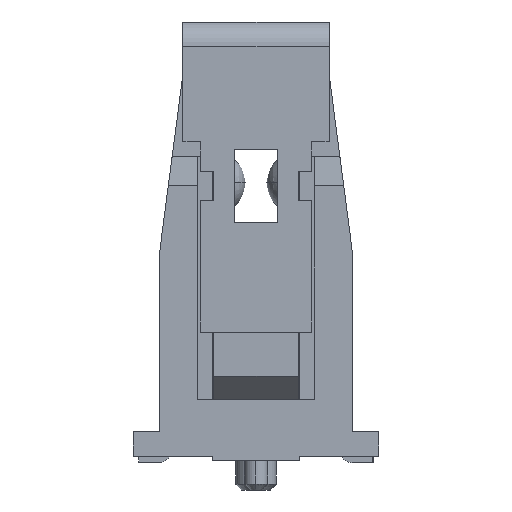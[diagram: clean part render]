
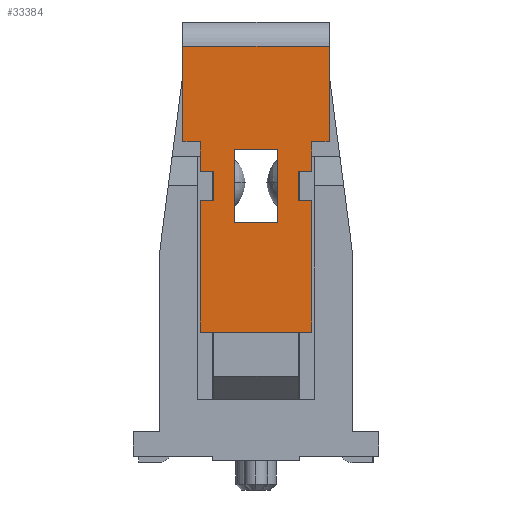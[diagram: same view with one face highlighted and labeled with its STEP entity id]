
A CAD part, left-side view. The second image highlights one B-rep face of the part: STEP entity #33384.
In plain terms, the highlighted planar face has unit normal (-1, 0, 0).
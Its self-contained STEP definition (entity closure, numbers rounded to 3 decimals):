
#125=DIRECTION('',(0.,0.,1.));
#126=VECTOR('',#125,3.27);
#127=CARTESIAN_POINT('',(-39.9,-2.5,-2.3));
#128=LINE('',#127,#126);
#138=DIRECTION('',(0.,0.,1.));
#139=VECTOR('',#138,3.27);
#140=CARTESIAN_POINT('',(-39.9,2.5,-2.3));
#141=LINE('',#140,#139);
#186=DIRECTION('',(0.,0.,-1.));
#187=VECTOR('',#186,2.5);
#188=CARTESIAN_POINT('',(-39.9,0.75,-2.55));
#189=LINE('',#188,#187);
#190=DIRECTION('',(0.,-1.,0.));
#191=VECTOR('',#190,1.5);
#192=CARTESIAN_POINT('',(-39.9,0.75,-5.05));
#193=LINE('',#192,#191);
#194=DIRECTION('',(0.,0.,1.));
#195=VECTOR('',#194,2.5);
#196=CARTESIAN_POINT('',(-39.9,-0.75,-5.05));
#197=LINE('',#196,#195);
#198=DIRECTION('',(0.,1.,0.));
#199=VECTOR('',#198,1.5);
#200=CARTESIAN_POINT('',(-39.9,-0.75,-2.55));
#201=LINE('',#200,#199);
#202=DIRECTION('',(0.,-1.,0.));
#203=VECTOR('',#202,5.);
#204=CARTESIAN_POINT('',(-39.9,2.5,0.97));
#205=LINE('',#204,#203);
#206=DIRECTION('',(0.,1.,0.));
#207=VECTOR('',#206,0.6);
#208=CARTESIAN_POINT('',(-39.9,-2.5,-2.3));
#209=LINE('',#208,#207);
#210=DIRECTION('',(0.,1.,0.));
#211=VECTOR('',#210,0.45);
#212=CARTESIAN_POINT('',(-39.9,-1.9,-3.3));
#213=LINE('',#212,#211);
#214=DIRECTION('',(0.,0.,-1.));
#215=VECTOR('',#214,1.);
#216=CARTESIAN_POINT('',(-39.9,-1.45,-3.3));
#217=LINE('',#216,#215);
#218=DIRECTION('',(0.,-1.,0.));
#219=VECTOR('',#218,0.45);
#220=CARTESIAN_POINT('',(-39.9,-1.45,-4.3));
#221=LINE('',#220,#219);
#222=DIRECTION('',(0.,1.,0.));
#223=VECTOR('',#222,3.8);
#224=CARTESIAN_POINT('',(-39.9,-1.9,-8.8));
#225=LINE('',#224,#223);
#226=DIRECTION('',(0.,-1.,0.));
#227=VECTOR('',#226,0.45);
#228=CARTESIAN_POINT('',(-39.9,1.9,-4.3));
#229=LINE('',#228,#227);
#230=DIRECTION('',(0.,0.,1.));
#231=VECTOR('',#230,1.);
#232=CARTESIAN_POINT('',(-39.9,1.45,-4.3));
#233=LINE('',#232,#231);
#234=DIRECTION('',(0.,1.,0.));
#235=VECTOR('',#234,0.45);
#236=CARTESIAN_POINT('',(-39.9,1.45,-3.3));
#237=LINE('',#236,#235);
#238=DIRECTION('',(0.,1.,0.));
#239=VECTOR('',#238,0.6);
#240=CARTESIAN_POINT('',(-39.9,1.9,-2.3));
#241=LINE('',#240,#239);
#475=DIRECTION('',(0.,0.,1.));
#476=VECTOR('',#475,1.);
#477=CARTESIAN_POINT('',(-39.9,-1.9,-3.3));
#478=LINE('',#477,#476);
#495=DIRECTION('',(0.,0.,1.));
#496=VECTOR('',#495,4.5);
#497=CARTESIAN_POINT('',(-39.9,-1.9,-8.8));
#498=LINE('',#497,#496);
#555=DIRECTION('',(0.,0.,1.));
#556=VECTOR('',#555,4.5);
#557=CARTESIAN_POINT('',(-39.9,1.9,-8.8));
#558=LINE('',#557,#556);
#575=DIRECTION('',(0.,0.,1.));
#576=VECTOR('',#575,1.);
#577=CARTESIAN_POINT('',(-39.9,1.9,-3.3));
#578=LINE('',#577,#576);
#31387=CARTESIAN_POINT('',(-39.9,-2.5,-2.3));
#31389=VERTEX_POINT('',#31387);
#31409=CARTESIAN_POINT('',(-39.9,2.5,-2.3));
#31411=VERTEX_POINT('',#31409);
#31431=CARTESIAN_POINT('',(-39.9,-1.9,-8.8));
#31433=VERTEX_POINT('',#31431);
#31435=CARTESIAN_POINT('',(-39.9,1.9,-8.8));
#31437=VERTEX_POINT('',#31435);
#31439=CARTESIAN_POINT('',(-39.9,-1.9,-2.3));
#31441=VERTEX_POINT('',#31439);
#31443=CARTESIAN_POINT('',(-39.9,1.9,-2.3));
#31445=VERTEX_POINT('',#31443);
#32798=CARTESIAN_POINT('',(-39.9,0.75,-2.55));
#32799=CARTESIAN_POINT('',(-39.9,0.75,-5.05));
#32800=VERTEX_POINT('',#32798);
#32801=VERTEX_POINT('',#32799);
#32802=CARTESIAN_POINT('',(-39.9,-0.75,-5.05));
#32803=VERTEX_POINT('',#32802);
#32804=CARTESIAN_POINT('',(-39.9,-0.75,-2.55));
#32805=VERTEX_POINT('',#32804);
#32818=CARTESIAN_POINT('',(-39.9,-1.9,-3.3));
#32819=CARTESIAN_POINT('',(-39.9,-1.45,-3.3));
#32820=VERTEX_POINT('',#32818);
#32821=VERTEX_POINT('',#32819);
#32822=CARTESIAN_POINT('',(-39.9,-1.45,-4.3));
#32823=VERTEX_POINT('',#32822);
#32824=CARTESIAN_POINT('',(-39.9,-1.9,-4.3));
#32825=VERTEX_POINT('',#32824);
#32826=CARTESIAN_POINT('',(-39.9,1.9,-4.3));
#32827=CARTESIAN_POINT('',(-39.9,1.45,-4.3));
#32828=VERTEX_POINT('',#32826);
#32829=VERTEX_POINT('',#32827);
#32830=CARTESIAN_POINT('',(-39.9,1.45,-3.3));
#32831=VERTEX_POINT('',#32830);
#32832=CARTESIAN_POINT('',(-39.9,1.9,-3.3));
#32833=VERTEX_POINT('',#32832);
#33199=CARTESIAN_POINT('',(-39.9,-2.5,0.97));
#33201=VERTEX_POINT('',#33199);
#33202=CARTESIAN_POINT('',(-39.9,2.5,0.97));
#33203=VERTEX_POINT('',#33202);
#33338=CARTESIAN_POINT('',(-39.9,-1.45,-8.8));
#33339=DIRECTION('',(-1.,0.,0.));
#33340=DIRECTION('',(0.,0.,1.));
#33341=AXIS2_PLACEMENT_3D('',#33338,#33339,#33340);
#33342=PLANE('',#33341);
#33343=ORIENTED_EDGE('',*,*,#33253,.T.);
#33344=ORIENTED_EDGE('',*,*,#33288,.F.);
#33346=ORIENTED_EDGE('',*,*,#33345,.T.);
#33348=ORIENTED_EDGE('',*,*,#33347,.F.);
#33350=ORIENTED_EDGE('',*,*,#33349,.T.);
#33352=ORIENTED_EDGE('',*,*,#33351,.T.);
#33354=ORIENTED_EDGE('',*,*,#33353,.T.);
#33356=ORIENTED_EDGE('',*,*,#33355,.F.);
#33358=ORIENTED_EDGE('',*,*,#33357,.T.);
#33360=ORIENTED_EDGE('',*,*,#33359,.T.);
#33362=ORIENTED_EDGE('',*,*,#33361,.T.);
#33364=ORIENTED_EDGE('',*,*,#33363,.T.);
#33366=ORIENTED_EDGE('',*,*,#33365,.T.);
#33368=ORIENTED_EDGE('',*,*,#33367,.T.);
#33370=ORIENTED_EDGE('',*,*,#33369,.T.);
#33371=ORIENTED_EDGE('',*,*,#33313,.T.);
#33372=EDGE_LOOP('',(#33343,#33344,#33346,#33348,#33350,#33352,#33354,#33356,
#33358,#33360,#33362,#33364,#33366,#33368,#33370,#33371));
#33373=FACE_OUTER_BOUND('',#33372,.F.);
#33375=ORIENTED_EDGE('',*,*,#33374,.T.);
#33377=ORIENTED_EDGE('',*,*,#33376,.T.);
#33379=ORIENTED_EDGE('',*,*,#33378,.T.);
#33381=ORIENTED_EDGE('',*,*,#33380,.T.);
#33382=EDGE_LOOP('',(#33375,#33377,#33379,#33381));
#33383=FACE_BOUND('',#33382,.F.);
#33384=ADVANCED_FACE('',(#33373,#33383),#33342,.T.);
#33253=EDGE_CURVE('',#33203,#33201,#205,.T.);
#33288=EDGE_CURVE('',#31389,#33201,#128,.T.);
#33313=EDGE_CURVE('',#31411,#33203,#141,.T.);
#33345=EDGE_CURVE('',#31389,#31441,#209,.T.);
#33347=EDGE_CURVE('',#32820,#31441,#478,.T.);
#33349=EDGE_CURVE('',#32820,#32821,#213,.T.);
#33351=EDGE_CURVE('',#32821,#32823,#217,.T.);
#33353=EDGE_CURVE('',#32823,#32825,#221,.T.);
#33355=EDGE_CURVE('',#31433,#32825,#498,.T.);
#33357=EDGE_CURVE('',#31433,#31437,#225,.T.);
#33359=EDGE_CURVE('',#31437,#32828,#558,.T.);
#33361=EDGE_CURVE('',#32828,#32829,#229,.T.);
#33363=EDGE_CURVE('',#32829,#32831,#233,.T.);
#33365=EDGE_CURVE('',#32831,#32833,#237,.T.);
#33367=EDGE_CURVE('',#32833,#31445,#578,.T.);
#33369=EDGE_CURVE('',#31445,#31411,#241,.T.);
#33374=EDGE_CURVE('',#32800,#32801,#189,.T.);
#33376=EDGE_CURVE('',#32801,#32803,#193,.T.);
#33378=EDGE_CURVE('',#32803,#32805,#197,.T.);
#33380=EDGE_CURVE('',#32805,#32800,#201,.T.);
